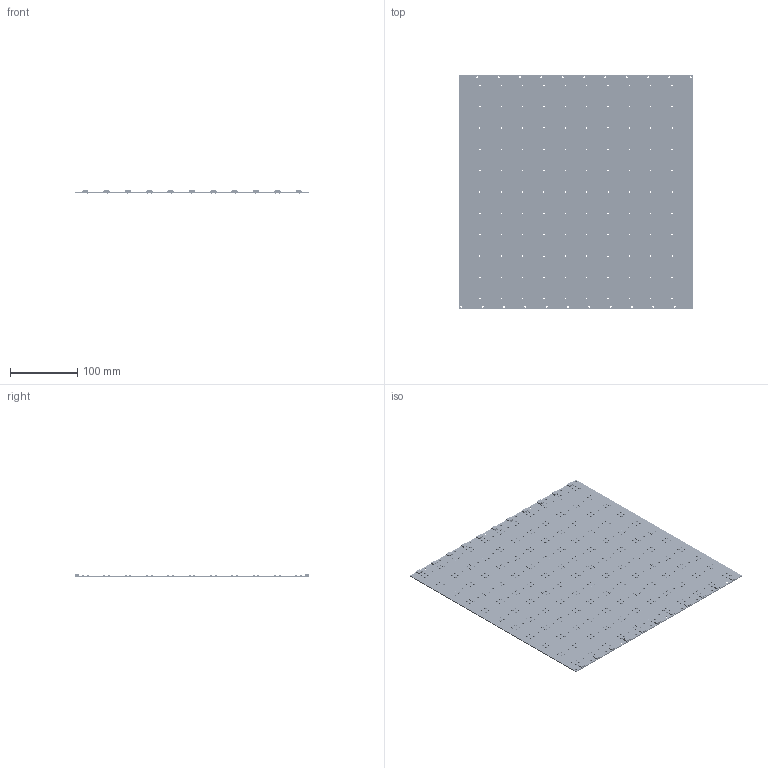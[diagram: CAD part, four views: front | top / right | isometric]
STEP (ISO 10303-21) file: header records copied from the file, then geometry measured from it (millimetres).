
FILE_DESCRIPTION(('KiCad electronic assembly'),'2;1');
FILE_NAME('led_mockup.step','2020-09-10T21:02:13',('An Author'),( 'A Company'),'Open CASCADE STEP processor 7.4', 'KiCad to STEP converter','Unknown');
FILE_SCHEMA(('AUTOMOTIVE_DESIGN { 1 0 10303 214 1 1 1 1 }'));
Length unit declared in the file: millimetre
Products named in the file (6): Open CASCADE STEP translator 7.4 1; LED_1210_3225Metric; SOLID; PinSocket_1x04_P2.00mm_Horizontal; COMPOUND
Assembly tree (509 placements, depth 3):
  Open CASCADE STEP translator 7.4 1
    LED_1210_3225Metric  x484
      SOLID
    PinSocket_1x04_P2.00mm_Horizontal  x22
      SOLID
    COMPOUND
Bounding box: 350 x 350 x 4.9 mm (x, y, z)
Volume: 200285.8 mm3; surface area: 266435.5 mm2
Topology: 507 solids, 507 shells, 27726 faces, 73668 edges, 47704 vertices
Faces by surface type: plane 23458, cylinder 4268
Full cylindrical faces by diameter (mm): 0.8 x88, 2.1 x110, 3 x22
Entity records: 35923 total; most frequent: DIRECTION 5919, CARTESIAN_POINT 5413, LINE 2647, VECTOR 2647, ORIENTED_EDGE 2394, PCURVE 2394, DEFINITIONAL_REPRESENTATION 2394, AXIS2_PLACEMENT_3D 1408
